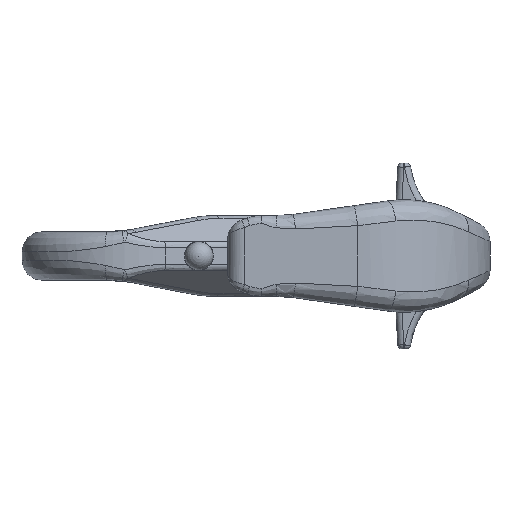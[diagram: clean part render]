
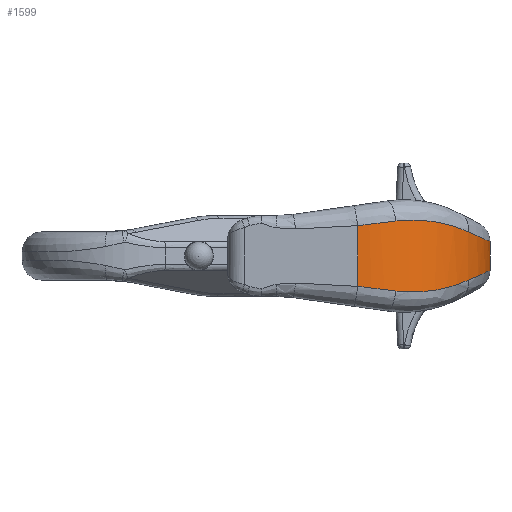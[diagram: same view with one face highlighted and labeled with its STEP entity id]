
A CAD part, front view. The second image highlights one B-rep face of the part: STEP entity #1599.
In plain terms, the highlighted cylindrical face has radius 34 mm (diameter 68 mm), a partial arc.
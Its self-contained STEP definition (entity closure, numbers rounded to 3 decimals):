
#362=LINE('',#10081,#553);
#363=LINE('',#10197,#554);
#553=VECTOR('',#6745,1.);
#554=VECTOR('',#6748,1.);
#987=B_SPLINE_CURVE_WITH_KNOTS('',3,(#10163,#10164,#10165,#10166,#10167,
#10168,#10169,#10170,#10171,#10172,#10173,#10174,#10175,#10176,#10177,#10178,
#10179,#10180,#10181,#10182,#10183),.UNSPECIFIED.,.F.,.F.,(4,2,2,2,2,2,
2,1,2,2,4),(0.,0.25,0.375,0.437,0.5,
0.625,0.687,0.719,0.734,
0.75,1.),.UNSPECIFIED.);
#988=B_SPLINE_CURVE_WITH_KNOTS('',3,(#10186,#10187,#10188,#10189,#10190,
#10191,#10192,#10193,#10194,#10195),.UNSPECIFIED.,.F.,.F.,(4,2,2,2,4),(0.,
0.25,0.375,0.5,1.),.UNSPECIFIED.);
#989=B_SPLINE_CURVE_WITH_KNOTS('',3,(#10199,#10200,#10201,#10202,#10203,
#10204,#10205,#10206,#10207,#10208),.UNSPECIFIED.,.F.,.F.,(4,2,2,2,4),(0.,
0.25,0.375,0.5,1.),.UNSPECIFIED.);
#990=B_SPLINE_CURVE_WITH_KNOTS('',3,(#10210,#10211,#10212,#10213,#10214,
#10215,#10216,#10217,#10218,#10219,#10220,#10221,#10222,#10223,#10224,#10225,
#10226,#10227,#10228,#10229),.UNSPECIFIED.,.F.,.F.,(4,2,2,2,2,2,2,2,2,4),
(0.,0.125,0.188,0.219,0.234,0.25,0.375,0.437,
0.5,1.),.UNSPECIFIED.);
#991=B_SPLINE_CURVE_WITH_KNOTS('',3,(#10231,#10232,#10233,#10234,#10235,
#10236,#10237,#10238,#10239,#10240,#10241,#10242,#10243,#10244,#10245,#10246,
#10247,#10248),.UNSPECIFIED.,.F.,.F.,(4,2,2,2,2,1,1,2,2,4),(0.,0.25,0.375,
0.5,0.625,0.688,0.719,0.734,0.75,1.),.UNSPECIFIED.);
#992=B_SPLINE_CURVE_WITH_KNOTS('',3,(#10249,#10250,#10251,#10252,#10253,
#10254,#10255,#10256,#10257,#10258,#10259,#10260,#10261,#10262,#10263,#10264,
#10265,#10266),.UNSPECIFIED.,.F.,.F.,(4,2,2,2,2,2,2,2,4),(0.,0.125,0.188,
0.219,0.234,0.25,0.375,0.5,1.),.UNSPECIFIED.);
#1467=CYLINDRICAL_SURFACE('',#6340,34.);
#1599=ADVANCED_FACE('',(#2084),#1467,.T.);
#2084=FACE_OUTER_BOUND('',#2483,.T.);
#2483=EDGE_LOOP('',(#3131,#3132,#3133,#3134,#3135,#3136,#3137,#3138));
#3131=ORIENTED_EDGE('',*,*,#5495,.T.);
#3132=ORIENTED_EDGE('',*,*,#5496,.T.);
#3133=ORIENTED_EDGE('',*,*,#5497,.T.);
#3134=ORIENTED_EDGE('',*,*,#5498,.T.);
#3135=ORIENTED_EDGE('',*,*,#5499,.T.);
#3136=ORIENTED_EDGE('',*,*,#5500,.T.);
#3137=ORIENTED_EDGE('',*,*,#5486,.F.);
#3138=ORIENTED_EDGE('',*,*,#5501,.T.);
#4909=VERTEX_POINT('',#10080);
#4910=VERTEX_POINT('',#10082);
#4917=VERTEX_POINT('',#10184);
#4918=VERTEX_POINT('',#10185);
#4919=VERTEX_POINT('',#10196);
#4920=VERTEX_POINT('',#10198);
#4921=VERTEX_POINT('',#10209);
#4922=VERTEX_POINT('',#10230);
#5486=EDGE_CURVE('',#4909,#4910,#362,.T.);
#5495=EDGE_CURVE('',#4917,#4918,#987,.T.);
#5496=EDGE_CURVE('',#4918,#4919,#988,.T.);
#5497=EDGE_CURVE('',#4919,#4920,#363,.T.);
#5498=EDGE_CURVE('',#4920,#4921,#989,.T.);
#5499=EDGE_CURVE('',#4921,#4922,#990,.T.);
#5500=EDGE_CURVE('',#4922,#4910,#991,.T.);
#5501=EDGE_CURVE('',#4909,#4917,#992,.T.);
#6340=AXIS2_PLACEMENT_3D('',#10267,#6749,#6750);
#6745=DIRECTION('',(0.,0.,1.));
#6748=DIRECTION('',(0.,0.,1.));
#6749=DIRECTION('',(0.,0.,1.));
#6750=DIRECTION('',(-1.,0.,0.));
#10080=CARTESIAN_POINT('',(-2.762,-33.977,-7.514));
#10081=CARTESIAN_POINT('',(-2.762,-33.977,-17.));
#10082=CARTESIAN_POINT('',(-2.762,-33.977,7.514));
#10163=CARTESIAN_POINT('',(6.716,-32.267,-8.666));
#10164=CARTESIAN_POINT('',(8.296,-31.742,-8.859));
#10165=CARTESIAN_POINT('',(9.91,-31.077,-8.94));
#10166=CARTESIAN_POINT('',(12.333,-29.834,-8.893));
#10167=CARTESIAN_POINT('',(13.14,-29.379,-8.849));
#10168=CARTESIAN_POINT('',(14.344,-28.631,-8.741));
#10169=CARTESIAN_POINT('',(14.745,-28.37,-8.699));
#10170=CARTESIAN_POINT('',(15.541,-27.828,-8.599));
#10171=CARTESIAN_POINT('',(15.97,-27.521,-8.537));
#10172=CARTESIAN_POINT('',(17.054,-26.713,-8.361));
#10173=CARTESIAN_POINT('',(17.789,-26.119,-8.218));
#10174=CARTESIAN_POINT('',(18.897,-25.139,-7.961));
#10175=CARTESIAN_POINT('',(19.268,-24.797,-7.869));
#10176=CARTESIAN_POINT('',(19.823,-24.26,-7.721));
#10177=CARTESIAN_POINT('',(20.1,-23.985,-7.644));
#10178=CARTESIAN_POINT('',(20.377,-23.702,-7.564));
#10179=CARTESIAN_POINT('',(20.561,-23.511,-7.509));
#10180=CARTESIAN_POINT('',(20.679,-23.387,-7.474));
#10181=CARTESIAN_POINT('',(21.81,-22.187,-7.128));
#10182=CARTESIAN_POINT('',(23.19,-20.586,-6.641));
#10183=CARTESIAN_POINT('',(24.622,-18.352,-5.991));
#10184=CARTESIAN_POINT('',(6.716,-32.267,-8.666));
#10185=CARTESIAN_POINT('',(24.622,-18.352,-5.991));
#10186=CARTESIAN_POINT('',(24.622,-18.352,-5.991));
#10187=CARTESIAN_POINT('',(25.504,-16.976,-5.591));
#10188=CARTESIAN_POINT('',(26.278,-15.551,-5.241));
#10189=CARTESIAN_POINT('',(27.273,-13.366,-4.789));
#10190=CARTESIAN_POINT('',(27.577,-12.63,-4.651));
#10191=CARTESIAN_POINT('',(28.13,-11.147,-4.4));
#10192=CARTESIAN_POINT('',(28.369,-10.437,-4.292));
#10193=CARTESIAN_POINT('',(29.534,-6.501,-3.764));
#10194=CARTESIAN_POINT('',(30.,-3.239,-3.552));
#10195=CARTESIAN_POINT('',(30.,0.,-3.552));
#10196=CARTESIAN_POINT('',(30.,0.,-3.552));
#10197=CARTESIAN_POINT('',(30.,0.,-17.));
#10198=CARTESIAN_POINT('',(30.,0.,3.552));
#10199=CARTESIAN_POINT('',(30.,0.,3.552));
#10200=CARTESIAN_POINT('',(30.,-1.619,3.552));
#10201=CARTESIAN_POINT('',(29.884,-3.244,3.605));
#10202=CARTESIAN_POINT('',(29.535,-5.665,3.764));
#10203=CARTESIAN_POINT('',(29.389,-6.469,3.83));
#10204=CARTESIAN_POINT('',(29.039,-8.068,3.988));
#10205=CARTESIAN_POINT('',(28.824,-8.899,4.085));
#10206=CARTESIAN_POINT('',(27.713,-12.652,4.589));
#10207=CARTESIAN_POINT('',(26.386,-15.6,5.191));
#10208=CARTESIAN_POINT('',(24.622,-18.352,5.991));
#10209=CARTESIAN_POINT('',(24.622,-18.352,5.991));
#10210=CARTESIAN_POINT('',(24.622,-18.352,5.991));
#10211=CARTESIAN_POINT('',(23.906,-19.469,6.316));
#10212=CARTESIAN_POINT('',(23.2,-20.427,6.6));
#10213=CARTESIAN_POINT('',(22.214,-21.658,6.966));
#10214=CARTESIAN_POINT('',(21.898,-22.034,7.077));
#10215=CARTESIAN_POINT('',(21.447,-22.55,7.23));
#10216=CARTESIAN_POINT('',(21.3,-22.714,7.278));
#10217=CARTESIAN_POINT('',(21.087,-22.949,7.347));
#10218=CARTESIAN_POINT('',(21.017,-23.025,7.369));
#10219=CARTESIAN_POINT('',(20.88,-23.174,7.412));
#10220=CARTESIAN_POINT('',(20.837,-23.219,7.425));
#10221=CARTESIAN_POINT('',(20.01,-24.097,7.678));
#10222=CARTESIAN_POINT('',(19.267,-24.811,7.876));
#10223=CARTESIAN_POINT('',(18.159,-25.792,8.132));
#10224=CARTESIAN_POINT('',(17.79,-26.104,8.211));
#10225=CARTESIAN_POINT('',(17.057,-26.699,8.355));
#10226=CARTESIAN_POINT('',(16.725,-26.958,8.415));
#10227=CARTESIAN_POINT('',(13.181,-29.602,8.989));
#10228=CARTESIAN_POINT('',(9.877,-31.217,9.052));
#10229=CARTESIAN_POINT('',(6.716,-32.267,8.666));
#10230=CARTESIAN_POINT('',(6.716,-32.267,8.666));
#10231=CARTESIAN_POINT('',(6.716,-32.267,8.666));
#10232=CARTESIAN_POINT('',(6.055,-32.487,8.586));
#10233=CARTESIAN_POINT('',(5.356,-32.696,8.501));
#10234=CARTESIAN_POINT('',(4.249,-32.986,8.366));
#10235=CARTESIAN_POINT('',(3.87,-33.079,8.32));
#10236=CARTESIAN_POINT('',(3.094,-33.254,8.225));
#10237=CARTESIAN_POINT('',(2.666,-33.342,8.173));
#10238=CARTESIAN_POINT('',(1.911,-33.484,8.081));
#10239=CARTESIAN_POINT('',(1.516,-33.552,8.033));
#10240=CARTESIAN_POINT('',(0.895,-33.646,7.957));
#10241=CARTESIAN_POINT('',(0.578,-33.692,7.919));
#10242=CARTESIAN_POINT('',(0.197,-33.74,7.872));
#10243=CARTESIAN_POINT('',(0.03,-33.76,7.852));
#10244=CARTESIAN_POINT('',(-0.081,-33.773,7.838));
#10245=CARTESIAN_POINT('',(-0.097,-33.775,7.836));
#10246=CARTESIAN_POINT('',(-1.731,-33.959,7.637));
#10247=CARTESIAN_POINT('',(-2.592,-33.971,7.534));
#10248=CARTESIAN_POINT('',(-2.762,-33.977,7.514));
#10249=CARTESIAN_POINT('',(-2.762,-33.977,-7.514));
#10250=CARTESIAN_POINT('',(-2.677,-33.974,-7.524));
#10251=CARTESIAN_POINT('',(-2.42,-33.966,-7.555));
#10252=CARTESIAN_POINT('',(-1.777,-33.928,-7.632));
#10253=CARTESIAN_POINT('',(-1.52,-33.911,-7.663));
#10254=CARTESIAN_POINT('',(-1.07,-33.874,-7.718));
#10255=CARTESIAN_POINT('',(-0.909,-33.86,-7.737));
#10256=CARTESIAN_POINT('',(-0.653,-33.835,-7.769));
#10257=CARTESIAN_POINT('',(-0.564,-33.826,-7.779));
#10258=CARTESIAN_POINT('',(-0.383,-33.807,-7.801));
#10259=CARTESIAN_POINT('',(-0.249,-33.793,-7.818));
#10260=CARTESIAN_POINT('',(0.257,-33.736,-7.879));
#10261=CARTESIAN_POINT('',(0.688,-33.678,-7.932));
#10262=CARTESIAN_POINT('',(1.516,-33.552,-8.033));
#10263=CARTESIAN_POINT('',(1.881,-33.49,-8.077));
#10264=CARTESIAN_POINT('',(3.918,-33.107,-8.325));
#10265=CARTESIAN_POINT('',(5.394,-32.706,-8.505));
#10266=CARTESIAN_POINT('',(6.716,-32.267,-8.666));
#10267=CARTESIAN_POINT('',(-4.,0.,-17.));
